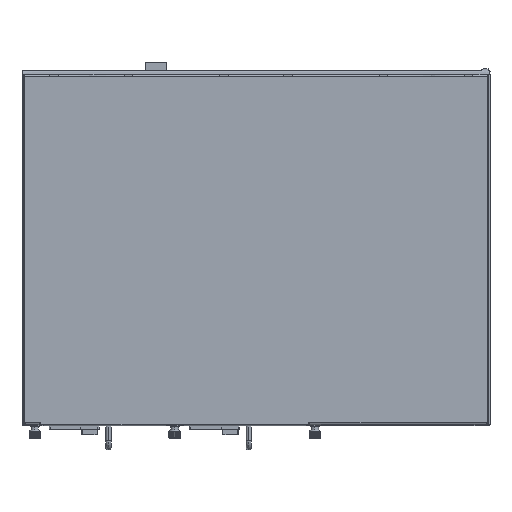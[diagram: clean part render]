
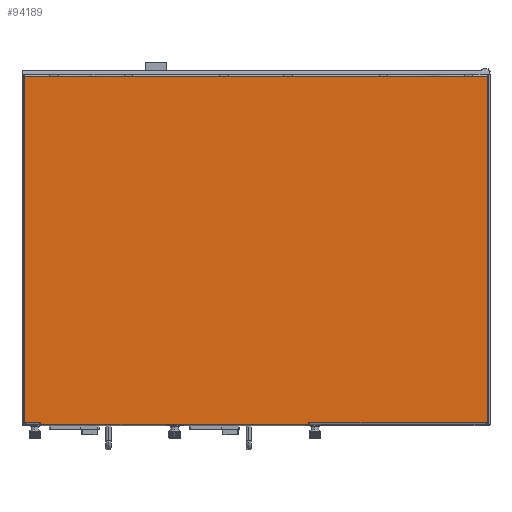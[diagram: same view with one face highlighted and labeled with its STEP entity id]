
A CAD part, front view. The second image highlights one B-rep face of the part: STEP entity #94189.
In plain terms, the highlighted planar face has unit normal (0, -1, 0).
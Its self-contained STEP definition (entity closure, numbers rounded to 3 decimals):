
#87156=DIRECTION('',(-1.,0.,0.));
#87157=VECTOR('',#87156,435.4);
#87158=CARTESIAN_POINT('',(217.7,0.,-1.2));
#87159=LINE('',#87158,#87157);
#88073=DIRECTION('',(0.,0.,-1.));
#88074=VECTOR('',#88073,325.6);
#88075=CARTESIAN_POINT('',(-217.7,0.,-1.2));
#88076=LINE('',#88075,#88074);
#88081=DIRECTION('',(-1.,0.,0.));
#88082=VECTOR('',#88081,0.8);
#88083=CARTESIAN_POINT('',(217.7,0.,-326.8));
#88084=LINE('',#88083,#88082);
#88085=DIRECTION('',(-1.,0.,0.));
#88086=VECTOR('',#88085,1.);
#88087=CARTESIAN_POINT('',(50.5,0.,-326.8));
#88088=LINE('',#88087,#88086);
#88089=DIRECTION('',(0.,0.,1.));
#88090=VECTOR('',#88089,2.);
#88091=CARTESIAN_POINT('',(-202.4,0.,-328.8));
#88092=LINE('',#88091,#88090);
#88097=DIRECTION('',(0.,0.,1.));
#88098=VECTOR('',#88097,325.6);
#88099=CARTESIAN_POINT('',(217.7,0.,-326.8));
#88100=LINE('',#88099,#88098);
#88291=DIRECTION('',(1.,0.,0.));
#88292=VECTOR('',#88291,166.4);
#88293=CARTESIAN_POINT('',(50.5,0.,-326.8));
#88294=LINE('',#88293,#88292);
#88601=DIRECTION('',(0.,0.,1.));
#88602=VECTOR('',#88601,2.);
#88603=CARTESIAN_POINT('',(49.5,0.,-328.8));
#88604=LINE('',#88603,#88602);
#88613=DIRECTION('',(1.,0.,0.));
#88614=VECTOR('',#88613,251.9);
#88615=CARTESIAN_POINT('',(-202.4,0.,-328.8));
#88616=LINE('',#88615,#88614);
#88625=DIRECTION('',(1.,0.,0.));
#88626=VECTOR('',#88625,1.);
#88627=CARTESIAN_POINT('',(-203.4,0.,-326.8));
#88628=LINE('',#88627,#88626);
#88633=DIRECTION('',(1.,0.,0.));
#88634=VECTOR('',#88633,13.5);
#88635=CARTESIAN_POINT('',(-216.9,0.,-326.8));
#88636=LINE('',#88635,#88634);
#88654=DIRECTION('',(1.,0.,0.));
#88655=VECTOR('',#88654,0.8);
#88656=CARTESIAN_POINT('',(-217.7,0.,-326.8));
#88657=LINE('',#88656,#88655);
#91638=CARTESIAN_POINT('',(-217.7,0.,-1.2));
#91639=VERTEX_POINT('',#91638);
#91666=CARTESIAN_POINT('',(217.7,0.,-1.2));
#91667=VERTEX_POINT('',#91666);
#91736=CARTESIAN_POINT('',(-217.7,0.,-326.8));
#91737=VERTEX_POINT('',#91736);
#91740=CARTESIAN_POINT('',(217.7,0.,-326.8));
#91741=VERTEX_POINT('',#91740);
#91742=CARTESIAN_POINT('',(216.9,0.,-326.8));
#91743=VERTEX_POINT('',#91742);
#91744=CARTESIAN_POINT('',(50.5,0.,-326.8));
#91745=VERTEX_POINT('',#91744);
#91746=CARTESIAN_POINT('',(49.5,0.,-326.8));
#91747=VERTEX_POINT('',#91746);
#91748=CARTESIAN_POINT('',(49.5,0.,-328.8));
#91749=VERTEX_POINT('',#91748);
#91750=CARTESIAN_POINT('',(-202.4,0.,-328.8));
#91751=VERTEX_POINT('',#91750);
#91752=CARTESIAN_POINT('',(-202.4,0.,-326.8));
#91753=VERTEX_POINT('',#91752);
#91754=CARTESIAN_POINT('',(-203.4,0.,-326.8));
#91755=VERTEX_POINT('',#91754);
#91756=CARTESIAN_POINT('',(-216.9,0.,-326.8));
#91757=VERTEX_POINT('',#91756);
#94161=CARTESIAN_POINT('',(0.,0.,0.));
#94162=DIRECTION('',(0.,-1.,0.));
#94163=DIRECTION('',(-1.,0.,0.));
#94164=AXIS2_PLACEMENT_3D('',#94161,#94162,#94163);
#94165=PLANE('',#94164);
#94166=ORIENTED_EDGE('',*,*,#92958,.F.);
#94168=ORIENTED_EDGE('',*,*,#94167,.F.);
#94170=ORIENTED_EDGE('',*,*,#94169,.T.);
#94172=ORIENTED_EDGE('',*,*,#94171,.F.);
#94174=ORIENTED_EDGE('',*,*,#94173,.T.);
#94176=ORIENTED_EDGE('',*,*,#94175,.F.);
#94178=ORIENTED_EDGE('',*,*,#94177,.F.);
#94179=ORIENTED_EDGE('',*,*,#94000,.T.);
#94181=ORIENTED_EDGE('',*,*,#94180,.F.);
#94183=ORIENTED_EDGE('',*,*,#94182,.F.);
#94185=ORIENTED_EDGE('',*,*,#94184,.F.);
#94186=ORIENTED_EDGE('',*,*,#94151,.F.);
#94187=EDGE_LOOP('',(#94166,#94168,#94170,#94172,#94174,#94176,#94178,#94179,
#94181,#94183,#94185,#94186));
#94188=FACE_OUTER_BOUND('',#94187,.F.);
#94189=ADVANCED_FACE('',(#94188),#94165,.T.);
#92958=EDGE_CURVE('',#91667,#91639,#87159,.T.);
#94000=EDGE_CURVE('',#91751,#91753,#88092,.T.);
#94151=EDGE_CURVE('',#91639,#91737,#88076,.T.);
#94167=EDGE_CURVE('',#91741,#91667,#88100,.T.);
#94169=EDGE_CURVE('',#91741,#91743,#88084,.T.);
#94171=EDGE_CURVE('',#91745,#91743,#88294,.T.);
#94173=EDGE_CURVE('',#91745,#91747,#88088,.T.);
#94175=EDGE_CURVE('',#91749,#91747,#88604,.T.);
#94177=EDGE_CURVE('',#91751,#91749,#88616,.T.);
#94180=EDGE_CURVE('',#91755,#91753,#88628,.T.);
#94182=EDGE_CURVE('',#91757,#91755,#88636,.T.);
#94184=EDGE_CURVE('',#91737,#91757,#88657,.T.);
